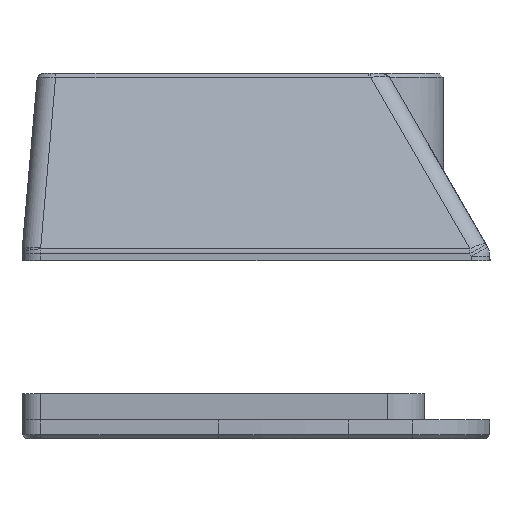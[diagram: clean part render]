
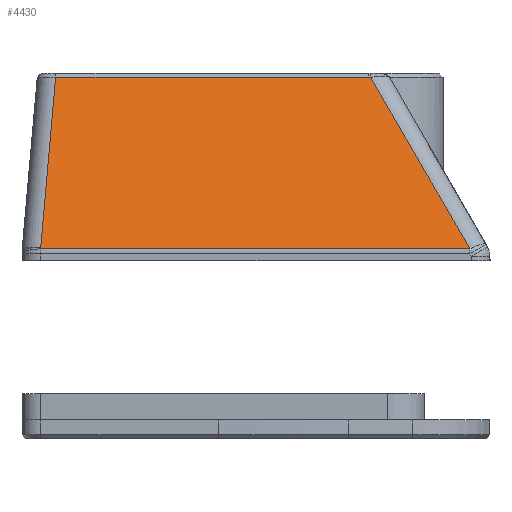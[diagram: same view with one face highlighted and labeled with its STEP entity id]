
A CAD part, left-side view. The second image highlights one B-rep face of the part: STEP entity #4430.
In plain terms, the highlighted planar face has unit normal (-0.966, 0, 0.259).
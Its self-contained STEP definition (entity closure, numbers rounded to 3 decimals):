
#150=B_SPLINE_CURVE_WITH_KNOTS('',3,(#9332,#9333,#9334,#9335),
 .UNSPECIFIED.,.F.,.F.,(4,4),(-1.068,-0.975),
 .UNSPECIFIED.);
#154=B_SPLINE_CURVE_WITH_KNOTS('',3,(#9386,#9387,#9388,#9389),
 .UNSPECIFIED.,.F.,.F.,(4,4),(0.289,0.304),
 .UNSPECIFIED.);
#272=PLANE('',#4895);
#590=FACE_OUTER_BOUND('',#885,.T.);
#885=EDGE_LOOP('',(#3871,#3872,#3873,#3874,#3875,#3876,#3877));
#1240=LINE('',#9063,#1595);
#1260=LINE('',#9392,#1615);
#1262=LINE('',#9398,#1617);
#1263=LINE('',#9400,#1618);
#1264=LINE('',#9401,#1619);
#1595=VECTOR('',#6026,10.);
#1615=VECTOR('',#6062,10.);
#1617=VECTOR('',#6068,10.);
#1618=VECTOR('',#6069,10.);
#1619=VECTOR('',#6070,10.);
#2179=VERTEX_POINT('',#9042);
#2181=VERTEX_POINT('',#9056);
#2184=VERTEX_POINT('',#9061);
#2188=VERTEX_POINT('',#9093);
#2213=VERTEX_POINT('',#9391);
#2215=VERTEX_POINT('',#9397);
#2216=VERTEX_POINT('',#9399);
#2749=EDGE_CURVE('',#2184,#2181,#1240,.T.);
#2787=EDGE_CURVE('',#2181,#2188,#150,.T.);
#2794=EDGE_CURVE('',#2179,#2184,#154,.T.);
#2795=EDGE_CURVE('',#2188,#2213,#1260,.T.);
#2798=EDGE_CURVE('',#2215,#2179,#1262,.T.);
#2799=EDGE_CURVE('',#2216,#2215,#1263,.T.);
#2800=EDGE_CURVE('',#2213,#2216,#1264,.T.);
#3871=ORIENTED_EDGE('',*,*,#2787,.F.);
#3872=ORIENTED_EDGE('',*,*,#2749,.F.);
#3873=ORIENTED_EDGE('',*,*,#2794,.F.);
#3874=ORIENTED_EDGE('',*,*,#2798,.F.);
#3875=ORIENTED_EDGE('',*,*,#2799,.F.);
#3876=ORIENTED_EDGE('',*,*,#2800,.F.);
#3877=ORIENTED_EDGE('',*,*,#2795,.F.);
#4430=ADVANCED_FACE('',(#590),#272,.T.);
#4895=AXIS2_PLACEMENT_3D('',#9396,#6066,#6067);
#6026=DIRECTION('',(0.,-1.,0.));
#6062=DIRECTION('',(-0.226,-0.487,-0.844));
#6066=DIRECTION('center_axis',(-0.966,0.,0.259));
#6067=DIRECTION('ref_axis',(0.,-1.,0.));
#6068=DIRECTION('',(0.258,-0.084,0.962));
#6069=DIRECTION('',(0.259,0.,0.966));
#6070=DIRECTION('',(0.,1.,0.));
#9042=CARTESIAN_POINT('',(4.988,46.409,38.614));
#9056=CARTESIAN_POINT('',(4.988,12.98,38.614));
#9061=CARTESIAN_POINT('',(4.988,46.375,38.614));
#9063=CARTESIAN_POINT('',(4.988,37.5,38.614));
#9093=CARTESIAN_POINT('',(4.988,12.759,38.616));
#9332=CARTESIAN_POINT('Ctrl Pts',(4.988,12.98,38.614));
#9333=CARTESIAN_POINT('Ctrl Pts',(4.988,12.906,38.614));
#9334=CARTESIAN_POINT('Ctrl Pts',(4.988,12.832,38.614));
#9335=CARTESIAN_POINT('Ctrl Pts',(4.988,12.759,38.616));
#9386=CARTESIAN_POINT('Ctrl Pts',(4.988,46.409,38.614));
#9387=CARTESIAN_POINT('Ctrl Pts',(4.988,46.398,38.614));
#9388=CARTESIAN_POINT('Ctrl Pts',(4.988,46.387,38.614));
#9389=CARTESIAN_POINT('Ctrl Pts',(4.988,46.375,38.614));
#9391=CARTESIAN_POINT('',(0.068,2.157,20.254));
#9392=CARTESIAN_POINT('',(2.531,7.464,29.446));
#9396=CARTESIAN_POINT('Origin',(0.,50.,20.));
#9397=CARTESIAN_POINT('',(0.115,48.,20.43));
#9398=CARTESIAN_POINT('',(5.345,46.292,39.947));
#9399=CARTESIAN_POINT('',(0.068,48.,20.254));
#9400=CARTESIAN_POINT('',(0.,48.,20.));
#9401=CARTESIAN_POINT('',(0.068,25.,20.254));
